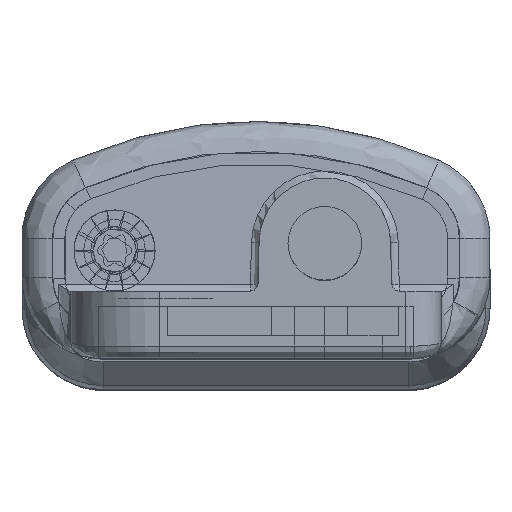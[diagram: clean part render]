
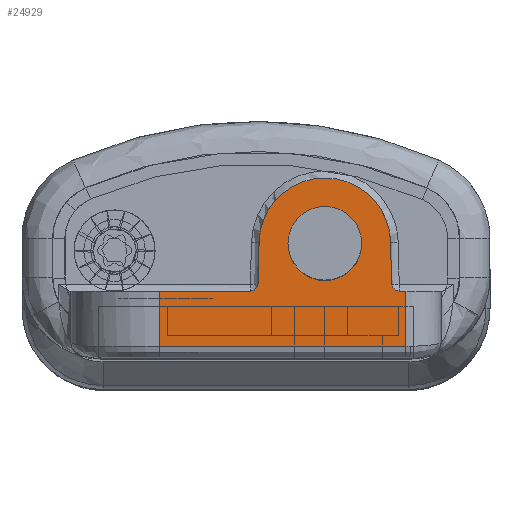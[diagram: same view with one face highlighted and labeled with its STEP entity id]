
A CAD part, top view. The second image highlights one B-rep face of the part: STEP entity #24929.
In plain terms, the highlighted planar face has unit normal (0, 0, 1).
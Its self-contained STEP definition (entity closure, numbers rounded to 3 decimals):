
#22210=CARTESIAN_POINT('',(4.5,5.5,36.8));
#22211=DIRECTION('',(0.,0.,-1.));
#22212=DIRECTION('',(1.,0.,0.));
#22213=AXIS2_PLACEMENT_3D('',#22210,#22211,#22212);
#22215=CARTESIAN_POINT('',(4.5,5.5,36.8));
#22216=DIRECTION('',(0.,0.,-1.));
#22217=DIRECTION('',(-1.,0.,0.));
#22218=AXIS2_PLACEMENT_3D('',#22215,#22216,#22217);
#22220=DIRECTION('',(0.,-1.,0.));
#22221=VECTOR('',#22220,3.6);
#22222=CARTESIAN_POINT('',(-6.3,2.4,36.8));
#22223=LINE('',#22222,#22221);
#22224=DIRECTION('',(-1.,0.,0.));
#22225=VECTOR('',#22224,5.936);
#22226=CARTESIAN_POINT('',(-0.364,2.4,36.8));
#22227=LINE('',#22226,#22225);
#22228=DIRECTION('',(-0.024,-1.,0.));
#22229=VECTOR('',#22228,2.716);
#22230=CARTESIAN_POINT('',(0.201,5.604,36.8));
#22231=LINE('',#22230,#22229);
#22232=CARTESIAN_POINT('',(4.5,5.5,36.8));
#22233=DIRECTION('',(0.,0.,1.));
#22234=DIRECTION('',(1.,0.024,0.));
#22235=AXIS2_PLACEMENT_3D('',#22232,#22233,#22234);
#22237=DIRECTION('',(-0.024,1.,0.));
#22238=VECTOR('',#22237,2.716);
#22239=CARTESIAN_POINT('',(8.864,2.888,36.8));
#22240=LINE('',#22239,#22238);
#22241=DIRECTION('',(-1.,0.,0.));
#22242=VECTOR('',#22241,0.436);
#22243=CARTESIAN_POINT('',(9.8,2.4,36.8));
#22244=LINE('',#22243,#22242);
#22245=DIRECTION('',(0.,1.,0.));
#22246=VECTOR('',#22245,3.6);
#22247=CARTESIAN_POINT('',(9.8,-1.2,36.8));
#22248=LINE('',#22247,#22246);
#22249=DIRECTION('',(1.,0.,0.));
#22250=VECTOR('',#22249,16.1);
#22251=CARTESIAN_POINT('',(-6.3,-1.2,36.8));
#22252=LINE('',#22251,#22250);
#23056=CARTESIAN_POINT('',(9.364,2.9,36.8));
#23057=DIRECTION('',(0.,0.,-1.));
#23058=DIRECTION('',(0.,-1.,0.));
#23059=AXIS2_PLACEMENT_3D('',#23056,#23057,#23058);
#23144=CARTESIAN_POINT('',(-0.364,2.9,36.8));
#23145=DIRECTION('',(0.,0.,-1.));
#23146=DIRECTION('',(1.,-0.024,0.));
#23147=AXIS2_PLACEMENT_3D('',#23144,#23145,#23146);
#24157=CARTESIAN_POINT('',(6.91,5.5,36.8));
#24158=CARTESIAN_POINT('',(2.09,5.5,36.8));
#24159=VERTEX_POINT('',#24157);
#24160=VERTEX_POINT('',#24158);
#24161=CARTESIAN_POINT('',(8.799,5.604,36.8));
#24162=CARTESIAN_POINT('',(0.201,5.604,36.8));
#24163=VERTEX_POINT('',#24161);
#24164=VERTEX_POINT('',#24162);
#24166=CARTESIAN_POINT('',(-6.3,2.4,36.8));
#24168=VERTEX_POINT('',#24166);
#24169=CARTESIAN_POINT('',(9.8,2.4,36.8));
#24171=VERTEX_POINT('',#24169);
#24173=CARTESIAN_POINT('',(-6.3,-1.2,36.8));
#24174=VERTEX_POINT('',#24173);
#24175=CARTESIAN_POINT('',(9.8,-1.2,36.8));
#24177=VERTEX_POINT('',#24175);
#24393=CARTESIAN_POINT('',(0.136,2.888,36.8));
#24394=VERTEX_POINT('',#24393);
#24395=CARTESIAN_POINT('',(8.864,2.888,36.8));
#24396=VERTEX_POINT('',#24395);
#24593=CARTESIAN_POINT('',(-0.364,2.4,36.8));
#24594=VERTEX_POINT('',#24593);
#24595=CARTESIAN_POINT('',(9.364,2.4,36.8));
#24596=VERTEX_POINT('',#24595);
#24898=CARTESIAN_POINT('',(0.,0.,36.8));
#24899=DIRECTION('',(0.,0.,1.));
#24900=DIRECTION('',(1.,0.,0.));
#24901=AXIS2_PLACEMENT_3D('',#24898,#24899,#24900);
#24902=PLANE('',#24901);
#24904=ORIENTED_EDGE('',*,*,#24903,.F.);
#24906=ORIENTED_EDGE('',*,*,#24905,.F.);
#24908=ORIENTED_EDGE('',*,*,#24907,.F.);
#24910=ORIENTED_EDGE('',*,*,#24909,.F.);
#24912=ORIENTED_EDGE('',*,*,#24911,.F.);
#24914=ORIENTED_EDGE('',*,*,#24913,.F.);
#24916=ORIENTED_EDGE('',*,*,#24915,.F.);
#24918=ORIENTED_EDGE('',*,*,#24917,.F.);
#24920=ORIENTED_EDGE('',*,*,#24919,.F.);
#24922=ORIENTED_EDGE('',*,*,#24921,.F.);
#24923=EDGE_LOOP('',(#24904,#24906,#24908,#24910,#24912,#24914,#24916,#24918,
#24920,#24922));
#24924=FACE_OUTER_BOUND('',#24923,.F.);
#24925=ORIENTED_EDGE('',*,*,#24880,.F.);
#24926=ORIENTED_EDGE('',*,*,#24893,.F.);
#24927=EDGE_LOOP('',(#24925,#24926));
#24928=FACE_BOUND('',#24927,.F.);
#24929=ADVANCED_FACE('',(#24924,#24928),#24902,.T.);
#22214=CIRCLE('',#22213,2.41);
#22219=CIRCLE('',#22218,2.41);
#22236=CIRCLE('',#22235,4.3);
#23060=CIRCLE('',#23059,0.5);
#23148=CIRCLE('',#23147,0.5);
#24880=EDGE_CURVE('',#24159,#24160,#22214,.T.);
#24893=EDGE_CURVE('',#24160,#24159,#22219,.T.);
#24903=EDGE_CURVE('',#24168,#24174,#22223,.T.);
#24905=EDGE_CURVE('',#24594,#24168,#22227,.T.);
#24907=EDGE_CURVE('',#24394,#24594,#23148,.T.);
#24909=EDGE_CURVE('',#24164,#24394,#22231,.T.);
#24911=EDGE_CURVE('',#24163,#24164,#22236,.T.);
#24913=EDGE_CURVE('',#24396,#24163,#22240,.T.);
#24915=EDGE_CURVE('',#24596,#24396,#23060,.T.);
#24917=EDGE_CURVE('',#24171,#24596,#22244,.T.);
#24919=EDGE_CURVE('',#24177,#24171,#22248,.T.);
#24921=EDGE_CURVE('',#24174,#24177,#22252,.T.);
